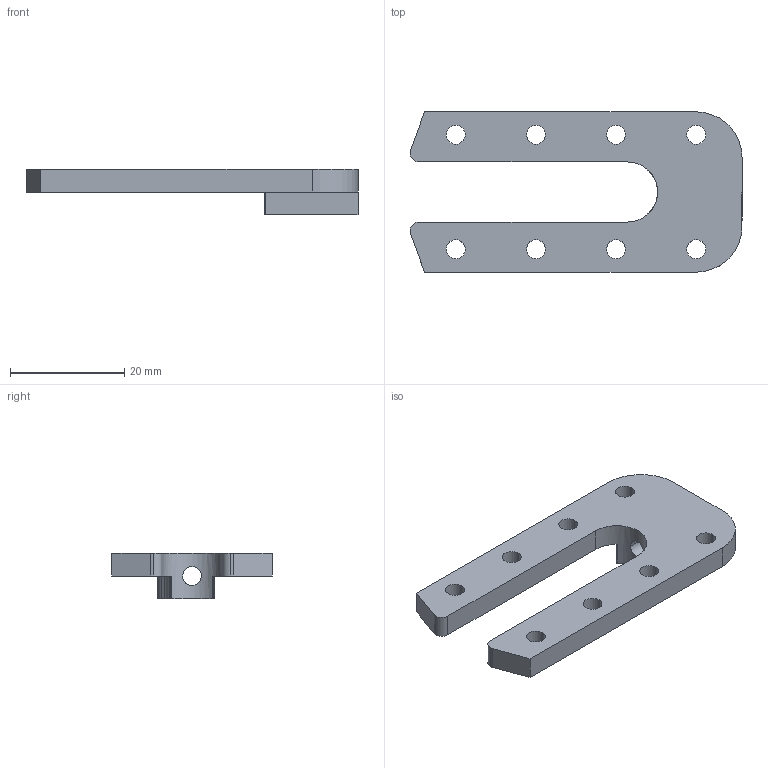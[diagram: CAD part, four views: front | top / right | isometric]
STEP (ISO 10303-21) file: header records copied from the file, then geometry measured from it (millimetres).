
FILE_DESCRIPTION (( 'STEP AP203' ), '1' );
FILE_NAME ('Dropout_plate.STEP', '2023-08-13T10:13:00', ( '' ), ( '' ), 'SwSTEP 2.0', 'SolidWorks 2020', '' );
FILE_SCHEMA (( 'CONFIG_CONTROL_DESIGN' ));
Length unit declared in the file: millimetre
Products named in the file (1): Dropout_plate
Bounding box: 58 x 28 x 8 mm (x, y, z)
Volume: 4687.3 mm3; surface area: 3776.9 mm2
Topology: 1 solids, 1 shells, 46 faces, 131 edges, 87 vertices
Faces by surface type: cylinder 31, plane 15
Entity records: 1694 total; most frequent: CARTESIAN_POINT 321, DIRECTION 285, ORIENTED_EDGE 262, EDGE_CURVE 131, AXIS2_PLACEMENT_3D 109, VERTEX_POINT 87, VECTOR 67, LINE 67
